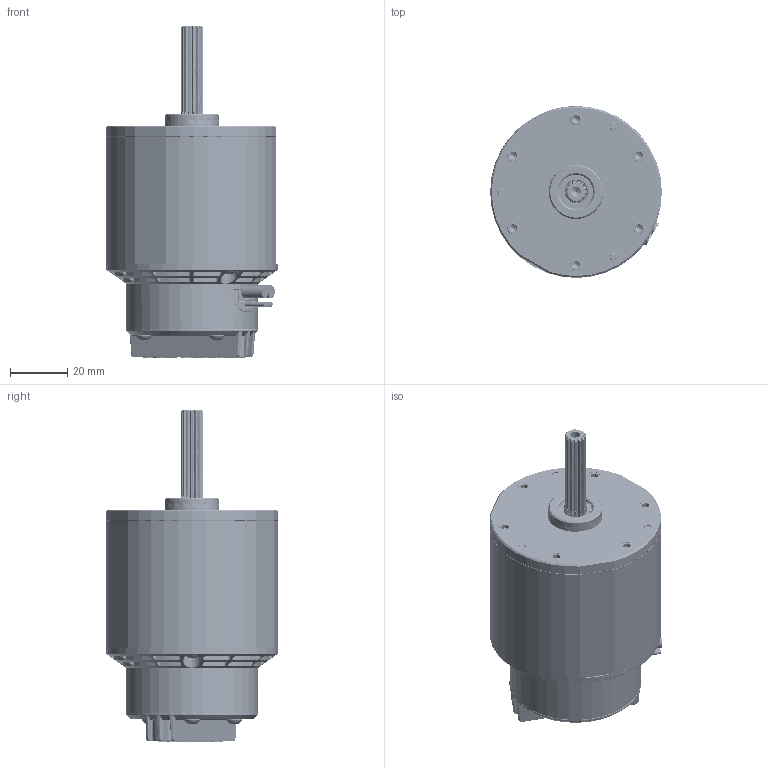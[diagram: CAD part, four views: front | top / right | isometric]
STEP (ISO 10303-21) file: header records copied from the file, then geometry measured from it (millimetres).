
FILE_DESCRIPTION (( 'STEP AP214' ), '1' );
FILE_NAME ('217-6515 20190920.STEP', '2019-10-30T18:36:55', ( '' ), ( '' ), 'SwSTEP 2.0', 'SolidWorks 2017', '' );
FILE_SCHEMA (( 'AUTOMOTIVE_DESIGN' ));
Length unit declared in the file: millimetre
Products named in the file (15): 217-6515-308 Rev5; M3 BHTS-SECURE, Grade 8 Steel Rev1_SBTM3-24MMZB-SECURE; 217-6515-Back 20190920; #4-40 SHCS, Grade 8 Steel Rev2_SSA0440-0125ZB; M3 BHTS, Grade 8 Steel Rev1_SBTM3-50MMZB; 217-6515-005 Rev4_7804K116; M2.5 SHCS, Grade 8 Steel Rev1_SSAM2.5-06MMZB; 217-4649-007 Rev1_94105A824; 217-6515-201 Rev6; 217-6515-200 Rev5; 217-6515-002 Rev6; 217-6515-001 Rev6; 217-6515-202 Rev6; 217-6515 20190920; 217-6515-010 Rev1_9262K442
Assembly tree (29 placements, depth 3):
  217-6515 20190920
    217-6515-Back 20190920
    217-6515-200 Rev5
      217-6515-201 Rev6
      217-6515-202 Rev6
    217-6515-002 Rev6
    M2.5 SHCS, Grade 8 Steel Rev1_SSAM2.5-06MMZB  x5
    217-6515-010 Rev1_9262K442
    217-6515-001 Rev6
    217-6515-005 Rev4_7804K116
    M3 BHTS-SECURE, Grade 8 Steel Rev1_SBTM3-24MMZB-SECURE  x3
    M3 BHTS, Grade 8 Steel Rev1_SBTM3-50MMZB  x3
    217-6515-308 Rev5
    #4-40 SHCS, Grade 8 Steel Rev2_SSA0440-0125ZB  x2
    217-4649-007 Rev1_94105A824  x7
Bounding box: 60 x 60 x 116.05 mm (x, y, z)
Volume: 29057.2 mm3; surface area: 61514.3 mm2
Topology: 42 solids, 354 shells, 5983 faces, 16376 edges, 10625 vertices
Faces by surface type: plane 2438, bspline 1109, cylinder 1018, cone 657, torus 503, sphere 258
Entity records: 206035 total; most frequent: CARTESIAN_POINT 71135, ORIENTED_EDGE 26562, DIRECTION 25820, EDGE_CURVE 15202, VERTEX_POINT 10025, AXIS2_PLACEMENT_3D 8867, VECTOR 8086, LINE 8086
